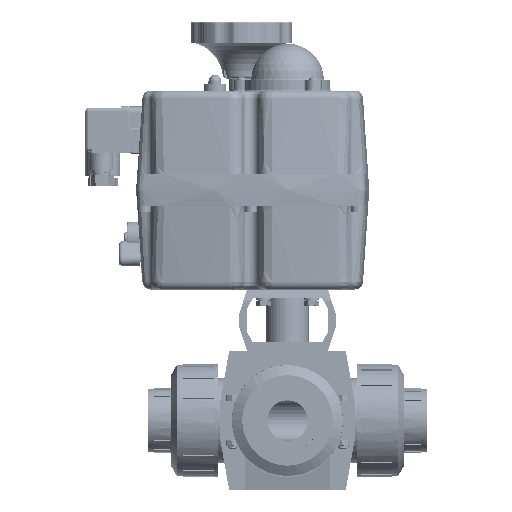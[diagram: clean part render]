
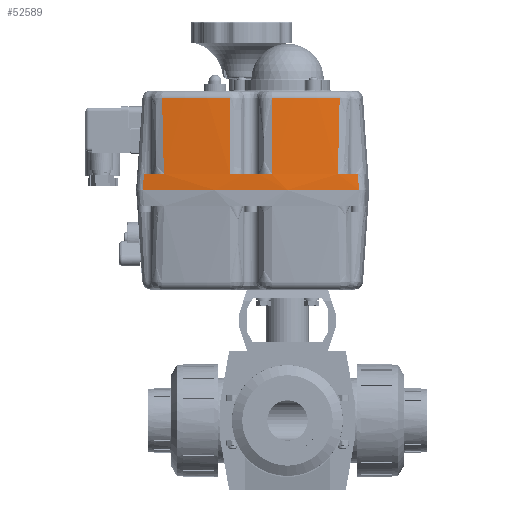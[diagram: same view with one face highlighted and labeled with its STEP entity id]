
A CAD part, front view. The second image highlights one B-rep face of the part: STEP entity #52589.
In plain terms, the highlighted conical face has half-angle 4 degrees and reference radius 403.75 mm.
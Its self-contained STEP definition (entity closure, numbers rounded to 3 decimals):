
#50750=CARTESIAN_POINT('',(-35.659,-50.812,199.349));
#50751=VERTEX_POINT('',#50750);
#50770=CARTESIAN_POINT('',(-77.54,-47.236,199.349));
#50771=VERTEX_POINT('',#50770);
#50779=CARTESIAN_POINT('',(-22.63,348.75,199.349));
#50780=DIRECTION('',(0.,0.,1.0));
#50781=DIRECTION('',(-0.085,-0.996,0.));
#50782=AXIS2_PLACEMENT_3D('',#50779,#50780,#50781);
#50783=CIRCLE('',#50782,399.775);
#50784=EDGE_CURVE('',#50771,#50751,#50783,.T.);
#51191=CARTESIAN_POINT('',(-9.601,-50.812,199.349));
#51192=VERTEX_POINT('',#51191);
#51248=CARTESIAN_POINT('',(32.28,-47.236,199.349));
#51249=VERTEX_POINT('',#51248);
#51267=CARTESIAN_POINT('',(-22.63,348.75,199.349));
#51268=DIRECTION('',(0.,0.,1.0));
#51269=DIRECTION('',(0.085,-0.996,0.));
#51270=AXIS2_PLACEMENT_3D('',#51267,#51268,#51269);
#51271=CIRCLE('',#51270,399.775);
#51272=EDGE_CURVE('',#51192,#51249,#51271,.T.);
#52186=CARTESIAN_POINT('',(31.184,-50.692,152.5));
#52187=VERTEX_POINT('',#52186);
#52188=CARTESIAN_POINT('',(32.28,-47.236,199.349));
#52189=CARTESIAN_POINT('',(32.159,-47.491,195.973));
#52190=CARTESIAN_POINT('',(32.049,-47.744,192.598));
#52191=CARTESIAN_POINT('',(31.879,-48.168,186.922));
#52192=CARTESIAN_POINT('',(31.814,-48.34,184.621));
#52193=CARTESIAN_POINT('',(31.716,-48.617,180.883));
#52194=CARTESIAN_POINT('',(31.68,-48.723,179.446));
#52195=CARTESIAN_POINT('',(31.568,-49.069,174.762));
#52196=CARTESIAN_POINT('',(31.497,-49.308,171.515));
#52197=CARTESIAN_POINT('',(31.334,-49.926,163.073));
#52198=CARTESIAN_POINT('',(31.252,-50.303,157.878));
#52199=CARTESIAN_POINT('',(31.186,-50.683,152.621));
#52200=CARTESIAN_POINT('',(31.185,-50.688,152.561));
#52201=CARTESIAN_POINT('',(31.184,-50.692,152.5));
#52202=B_SPLINE_CURVE_WITH_KNOTS('',3,(#52188,#52189,#52190,#52191,#52192,#52193,#52194,#52195,#52196,#52197,#52198,#52199,#52200,#52201),.UNSPECIFIED.,.F.,.U.,(4,2,2,2,2,2,4),(17.956,28.117,35.039,39.365,49.133,64.762,64.945),.UNSPECIFIED.);
#52203=EDGE_CURVE('',#51249,#52187,#52202,.T.);
#52330=CARTESIAN_POINT('',(-9.603,-54.09,152.5));
#52331=VERTEX_POINT('',#52330);
#52345=CARTESIAN_POINT('',(-9.603,-54.09,152.5));
#52346=DIRECTION('',(0.,0.07,0.998));
#52347=VECTOR('',#52346,46.963);
#52348=LINE('',#52345,#52347);
#52349=EDGE_CURVE('',#52331,#51192,#52348,.T.);
#52479=CARTESIAN_POINT('',(-35.657,-54.09,152.5));
#52480=VERTEX_POINT('',#52479);
#52481=CARTESIAN_POINT('',(-35.659,-50.812,199.349));
#52482=DIRECTION('',(0.,-0.07,-0.998));
#52483=VECTOR('',#52482,46.963);
#52484=LINE('',#52481,#52483);
#52485=EDGE_CURVE('',#50751,#52480,#52484,.T.);
#52504=CARTESIAN_POINT('',(-22.63,348.75,142.5));
#52505=DIRECTION('',(0.,0.,-1.0));
#52506=DIRECTION('',(1.0,0.0,0.0));
#52507=AXIS2_PLACEMENT_3D('',#52504,#52505,#52506);
#52508=CONICAL_SURFACE('',#52507,403.75,4.);
#52509=ORIENTED_EDGE('',*,*,#51272,.F.);
#52510=ORIENTED_EDGE('',*,*,#52349,.F.);
#52511=CARTESIAN_POINT('',(-22.63,348.75,152.5));
#52512=DIRECTION('',(0.0,0.0,1.0));
#52513=DIRECTION('',(1.0,0.0,0.0));
#52514=AXIS2_PLACEMENT_3D('',#52511,#52512,#52513);
#52515=CIRCLE('',#52514,403.051);
#52516=EDGE_CURVE('',#52480,#52331,#52515,.T.);
#52517=ORIENTED_EDGE('',*,*,#52516,.F.);
#52518=ORIENTED_EDGE('',*,*,#52485,.F.);
#52519=ORIENTED_EDGE('',*,*,#50784,.F.);
#52520=CARTESIAN_POINT('',(-76.444,-50.692,152.5));
#52521=VERTEX_POINT('',#52520);
#52522=CARTESIAN_POINT('',(-76.444,-50.692,152.5));
#52523=CARTESIAN_POINT('',(-76.468,-50.556,154.384));
#52524=CARTESIAN_POINT('',(-76.494,-50.419,156.269));
#52525=CARTESIAN_POINT('',(-76.556,-50.114,160.48));
#52526=CARTESIAN_POINT('',(-76.594,-49.944,162.807));
#52527=CARTESIAN_POINT('',(-76.662,-49.668,166.588));
#52528=CARTESIAN_POINT('',(-76.69,-49.562,168.042));
#52529=CARTESIAN_POINT('',(-76.783,-49.218,172.743));
#52530=CARTESIAN_POINT('',(-76.856,-48.979,175.99));
#52531=CARTESIAN_POINT('',(-77.064,-48.355,184.43));
#52532=CARTESIAN_POINT('',(-77.212,-47.968,189.623));
#52533=CARTESIAN_POINT('',(-77.434,-47.464,196.327));
#52534=CARTESIAN_POINT('',(-77.486,-47.35,197.838));
#52535=CARTESIAN_POINT('',(-77.54,-47.236,199.349));
#52536=B_SPLINE_CURVE_WITH_KNOTS('',3,(#52522,#52523,#52524,#52525,#52526,#52527,#52528,#52529,#52530,#52531,#52532,#52533,#52534,#52535),.UNSPECIFIED.,.F.,.U.,(4,2,2,2,2,2,4),(13.199,18.868,25.868,30.243,40.011,55.639,60.188),.UNSPECIFIED.);
#52537=EDGE_CURVE('',#52521,#50771,#52536,.T.);
#52538=ORIENTED_EDGE('',*,*,#52537,.F.);
#52539=CARTESIAN_POINT('',(-88.761,-48.838,152.5));
#52540=VERTEX_POINT('',#52539);
#52541=CARTESIAN_POINT('',(-22.63,348.75,152.5));
#52542=DIRECTION('',(0.0,0.0,1.0));
#52543=DIRECTION('',(1.0,0.0,0.0));
#52544=AXIS2_PLACEMENT_3D('',#52541,#52542,#52543);
#52545=CIRCLE('',#52544,403.051);
#52546=EDGE_CURVE('',#52540,#52521,#52545,.T.);
#52547=ORIENTED_EDGE('',*,*,#52546,.F.);
#52548=CARTESIAN_POINT('',(-89.468,-49.429,142.5));
#52549=VERTEX_POINT('',#52548);
#52550=CARTESIAN_POINT('',(-89.468,-49.429,142.5));
#52551=CARTESIAN_POINT('',(-89.291,-49.281,145.003));
#52552=CARTESIAN_POINT('',(-89.114,-49.134,147.507));
#52553=CARTESIAN_POINT('',(-88.879,-48.937,150.84));
#52554=CARTESIAN_POINT('',(-88.82,-48.887,151.67));
#52555=CARTESIAN_POINT('',(-88.761,-48.838,152.5));
#52556=B_SPLINE_CURVE_WITH_KNOTS('',3,(#52550,#52551,#52552,#52553,#52554,#52555),.UNSPECIFIED.,.F.,.U.,(4,2,4),(5.024,12.566,15.066),.UNSPECIFIED.);
#52557=EDGE_CURVE('',#52549,#52540,#52556,.T.);
#52558=ORIENTED_EDGE('',*,*,#52557,.F.);
#52559=CARTESIAN_POINT('',(44.207,-49.429,142.5));
#52560=VERTEX_POINT('',#52559);
#52561=CARTESIAN_POINT('',(-22.63,348.75,142.5));
#52562=DIRECTION('',(0.0,0.0,1.0));
#52563=DIRECTION('',(1.0,0.0,0.0));
#52564=AXIS2_PLACEMENT_3D('',#52561,#52562,#52563);
#52565=CIRCLE('',#52564,403.75);
#52566=EDGE_CURVE('',#52549,#52560,#52565,.T.);
#52567=ORIENTED_EDGE('',*,*,#52566,.T.);
#52568=CARTESIAN_POINT('',(43.564,-48.828,152.5));
#52569=VERTEX_POINT('',#52568);
#52570=CARTESIAN_POINT('',(43.564,-48.828,152.5));
#52571=CARTESIAN_POINT('',(43.617,-48.878,151.67));
#52572=CARTESIAN_POINT('',(43.671,-48.928,150.841));
#52573=CARTESIAN_POINT('',(43.885,-49.128,147.507));
#52574=CARTESIAN_POINT('',(44.046,-49.279,145.004));
#52575=CARTESIAN_POINT('',(44.207,-49.429,142.5));
#52576=B_SPLINE_CURVE_WITH_KNOTS('',3,(#52570,#52571,#52572,#52573,#52574,#52575),.UNSPECIFIED.,.F.,.U.,(4,2,4),(5.021,7.52,15.06),.UNSPECIFIED.);
#52577=EDGE_CURVE('',#52569,#52560,#52576,.T.);
#52578=ORIENTED_EDGE('',*,*,#52577,.F.);
#52579=CARTESIAN_POINT('',(-22.63,348.75,152.5));
#52580=DIRECTION('',(0.0,0.0,1.0));
#52581=DIRECTION('',(1.0,0.0,0.0));
#52582=AXIS2_PLACEMENT_3D('',#52579,#52580,#52581);
#52583=CIRCLE('',#52582,403.051);
#52584=EDGE_CURVE('',#52187,#52569,#52583,.T.);
#52585=ORIENTED_EDGE('',*,*,#52584,.F.);
#52586=ORIENTED_EDGE('',*,*,#52203,.F.);
#52587=EDGE_LOOP('',(#52509,#52510,#52517,#52518,#52519,#52538,#52547,#52558,#52567,#52578,#52585,#52586));
#52588=FACE_OUTER_BOUND('',#52587,.T.);
#52589=ADVANCED_FACE('',(#52588),#52508,.T.);
